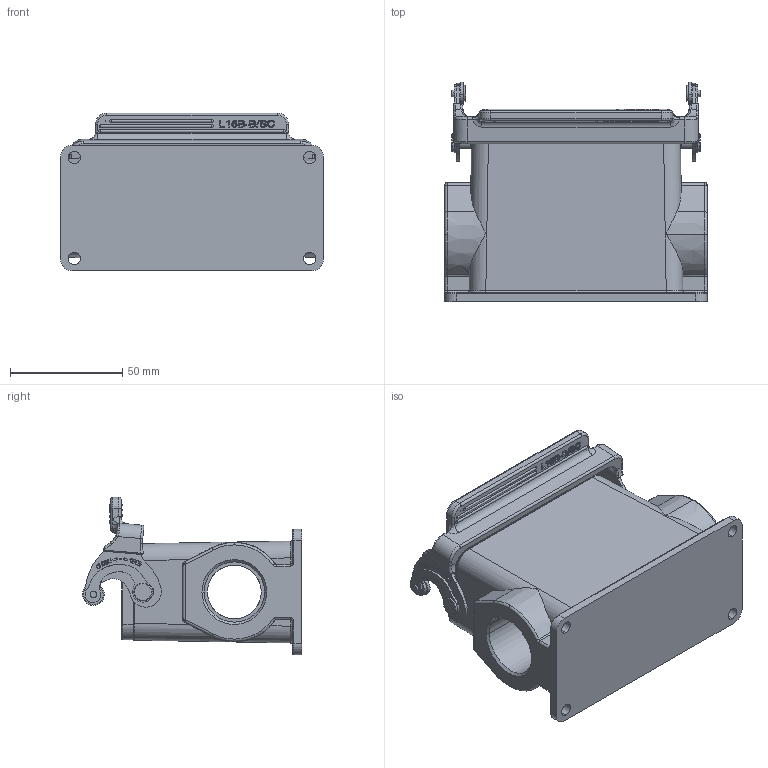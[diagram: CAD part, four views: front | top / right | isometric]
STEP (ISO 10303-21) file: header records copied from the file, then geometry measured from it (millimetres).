
FILE_DESCRIPTION((''),'2;1');
FILE_NAME('PRT0383','2017-09-29T',('dm.li'),(''),'PRO/ENGINEER BY PARAMETRIC TECHNOLOGY CORPORATION, 2012480','PRO/ENGINEER BY PARAMETRIC TECHNOLOGY CORPORATION, 2012480','');
FILE_SCHEMA(('AUTOMOTIVE_DESIGN { 1 0 10303 214 1 1 1 1 }'));
Products named in the file (1): PRT0383
Bounding box: 117 x 97.77 x 70.28 mm (x, y, z)
Volume: 175973.9 mm3; surface area: 66928.5 mm2
Topology: 3 solids, 27 shells, 1145 faces, 3036 edges, 1979 vertices
Faces by surface type: plane 445, cylinder 274, extrusion 270, bspline 61, torus 51, cone 30, sphere 14
Entity records: 52404 total; most frequent: CARTESIAN_POINT 18410, ORIENTED_EDGE 5950, DIRECTION 4760, EDGE_CURVE 3002, VERTEX_POINT 1979, VECTOR 1826, LINE 1556, AXIS2_PLACEMENT_3D 1467
